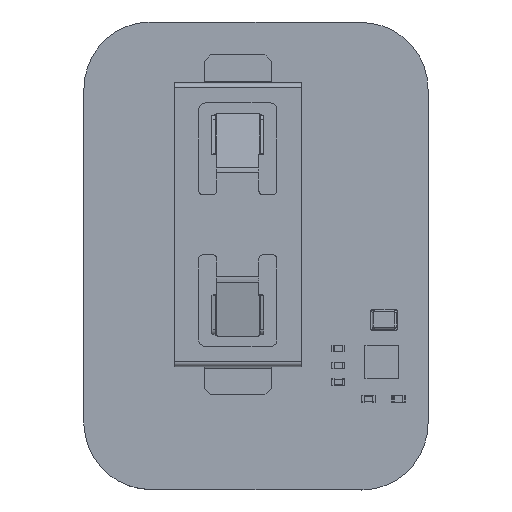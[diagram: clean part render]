
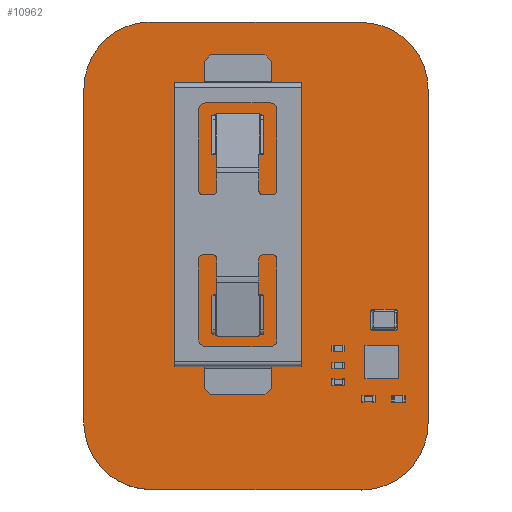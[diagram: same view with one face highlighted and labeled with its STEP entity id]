
A CAD part, top view. The second image highlights one B-rep face of the part: STEP entity #10962.
In plain terms, the highlighted planar face has unit normal (0, 0, 1).
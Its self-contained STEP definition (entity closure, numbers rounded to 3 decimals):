
#10601 = VERTEX_POINT('',#10602);
#10602 = CARTESIAN_POINT('',(20.714,-0.036,1.6));
#10608 = EDGE_CURVE('',#10601,#10609,#10611,.T.);
#10609 = VERTEX_POINT('',#10610);
#10610 = CARTESIAN_POINT('',(25.714,-5.036,1.6));
#10611 = CIRCLE('',#10612,5.);
#10612 = AXIS2_PLACEMENT_3D('',#10613,#10614,#10615);
#10613 = CARTESIAN_POINT('',(20.714,-5.036,1.6));
#10614 = DIRECTION('',(0.,0.,-1.));
#10615 = DIRECTION('',(0.,1.,0.));
#10641 = EDGE_CURVE('',#10609,#10642,#10644,.T.);
#10642 = VERTEX_POINT('',#10643);
#10643 = CARTESIAN_POINT('',(25.714,-29.964,1.6));
#10644 = LINE('',#10645,#10646);
#10645 = CARTESIAN_POINT('',(25.714,-5.036,1.6));
#10646 = VECTOR('',#10647,1.);
#10647 = DIRECTION('',(0.,-1.,0.));
#10672 = EDGE_CURVE('',#10642,#10673,#10675,.T.);
#10673 = VERTEX_POINT('',#10674);
#10674 = CARTESIAN_POINT('',(20.933,-34.962,1.6));
#10675 = CIRCLE('',#10676,4.998);
#10676 = AXIS2_PLACEMENT_3D('',#10677,#10678,#10679);
#10677 = CARTESIAN_POINT('',(20.716,-29.969,1.6));
#10678 = DIRECTION('',(0.,0.,-1.));
#10679 = DIRECTION('',(1.,0.001,0.));
#10705 = EDGE_CURVE('',#10673,#10706,#10708,.T.);
#10706 = VERTEX_POINT('',#10707);
#10707 = CARTESIAN_POINT('',(20.714,-34.964,1.6));
#10708 = LINE('',#10709,#10710);
#10709 = CARTESIAN_POINT('',(20.933,-34.962,1.6));
#10710 = VECTOR('',#10711,1.);
#10711 = DIRECTION('',(-1.,-0.011,0.));
#10736 = EDGE_CURVE('',#10706,#10737,#10739,.T.);
#10737 = VERTEX_POINT('',#10738);
#10738 = CARTESIAN_POINT('',(5.,-34.929,1.6));
#10739 = LINE('',#10740,#10741);
#10740 = CARTESIAN_POINT('',(20.714,-34.964,1.6));
#10741 = VECTOR('',#10742,1.);
#10742 = DIRECTION('',(-1.,0.002,0.));
#10767 = EDGE_CURVE('',#10737,#10768,#10770,.T.);
#10768 = VERTEX_POINT('',#10769);
#10769 = CARTESIAN_POINT('',(0.002,-30.147,1.6));
#10770 = CIRCLE('',#10771,4.998);
#10771 = AXIS2_PLACEMENT_3D('',#10772,#10773,#10774);
#10772 = CARTESIAN_POINT('',(4.996,-29.931,1.6));
#10773 = DIRECTION('',(0.,0.,-1.));
#10774 = DIRECTION('',(0.001,-1.,0.));
#10800 = EDGE_CURVE('',#10768,#10801,#10803,.T.);
#10801 = VERTEX_POINT('',#10802);
#10802 = CARTESIAN_POINT('',(0.,-29.929,1.6));
#10803 = LINE('',#10804,#10805);
#10804 = CARTESIAN_POINT('',(0.002,-30.147,1.6));
#10805 = VECTOR('',#10806,1.);
#10806 = DIRECTION('',(-0.011,1.,0.));
#10831 = EDGE_CURVE('',#10801,#10832,#10834,.T.);
#10832 = VERTEX_POINT('',#10833);
#10833 = CARTESIAN_POINT('',(0.,-5.,1.6));
#10834 = LINE('',#10835,#10836);
#10835 = CARTESIAN_POINT('',(0.,-29.929,1.6));
#10836 = VECTOR('',#10837,1.);
#10837 = DIRECTION('',(0.,1.,0.));
#10862 = EDGE_CURVE('',#10832,#10863,#10865,.T.);
#10863 = VERTEX_POINT('',#10864);
#10864 = CARTESIAN_POINT('',(4.782,-0.002,1.6));
#10865 = CIRCLE('',#10866,4.998);
#10866 = AXIS2_PLACEMENT_3D('',#10867,#10868,#10869);
#10867 = CARTESIAN_POINT('',(4.998,-4.996,1.6));
#10868 = DIRECTION('',(0.,0.,-1.));
#10869 = DIRECTION('',(-1.,-0.001,-0.));
#10895 = EDGE_CURVE('',#10863,#10896,#10898,.T.);
#10896 = VERTEX_POINT('',#10897);
#10897 = CARTESIAN_POINT('',(5.,0.,1.6));
#10898 = LINE('',#10899,#10900);
#10899 = CARTESIAN_POINT('',(4.782,-0.002,1.6));
#10900 = VECTOR('',#10901,1.);
#10901 = DIRECTION('',(1.,0.011,0.));
#10926 = EDGE_CURVE('',#10896,#10601,#10927,.T.);
#10927 = LINE('',#10928,#10929);
#10928 = CARTESIAN_POINT('',(5.,0.,1.6));
#10929 = VECTOR('',#10930,1.);
#10930 = DIRECTION('',(1.,-0.002,0.));
#10962 = ADVANCED_FACE('',(#10963),#10976,.T.);
#10963 = FACE_BOUND('',#10964,.F.);
#10964 = EDGE_LOOP('',(#10965,#10966,#10967,#10968,#10969,#10970,#10971,
    #10972,#10973,#10974,#10975));
#10965 = ORIENTED_EDGE('',*,*,#10608,.T.);
#10966 = ORIENTED_EDGE('',*,*,#10641,.T.);
#10967 = ORIENTED_EDGE('',*,*,#10672,.T.);
#10968 = ORIENTED_EDGE('',*,*,#10705,.T.);
#10969 = ORIENTED_EDGE('',*,*,#10736,.T.);
#10970 = ORIENTED_EDGE('',*,*,#10767,.T.);
#10971 = ORIENTED_EDGE('',*,*,#10800,.T.);
#10972 = ORIENTED_EDGE('',*,*,#10831,.T.);
#10973 = ORIENTED_EDGE('',*,*,#10862,.T.);
#10974 = ORIENTED_EDGE('',*,*,#10895,.T.);
#10975 = ORIENTED_EDGE('',*,*,#10926,.T.);
#10976 = PLANE('',#10977);
#10977 = AXIS2_PLACEMENT_3D('',#10978,#10979,#10980);
#10978 = CARTESIAN_POINT('',(0.,0.,1.6));
#10979 = DIRECTION('',(0.,0.,1.));
#10980 = DIRECTION('',(1.,0.,-0.));
